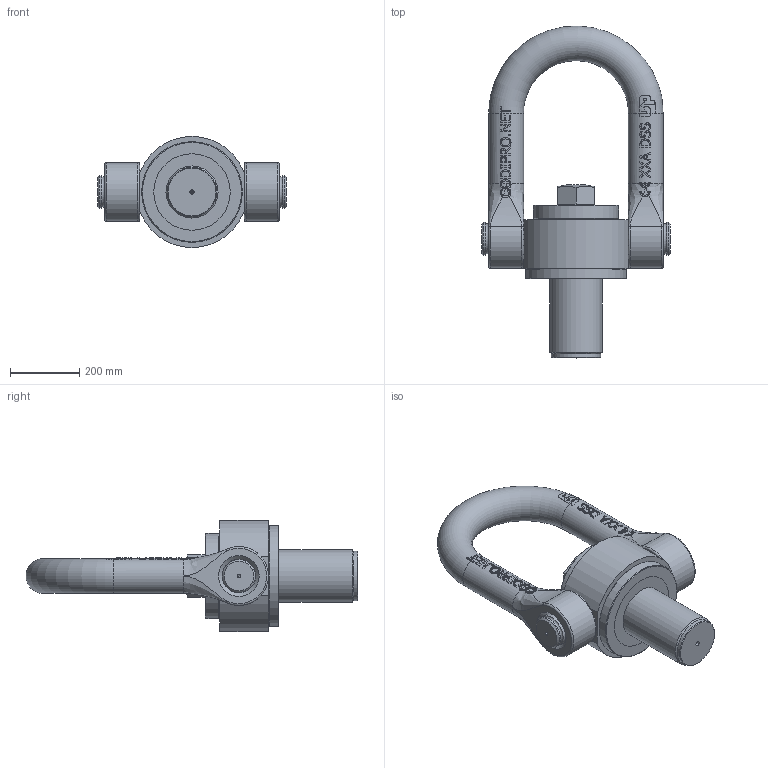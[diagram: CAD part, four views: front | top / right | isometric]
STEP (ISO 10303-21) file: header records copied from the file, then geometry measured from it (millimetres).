
FILE_DESCRIPTION(/* description */ (''),/* implementation_level */ '2;1');
FILE_NAME(/* name */ 'GIGA DSS M150 UP.stp',/* time_stamp */ '2017-09-21T15:31:24+02:00',/* author */ ('rklenes'),/* organization */ (''),/* preprocessor_version */ 'ST-DEVELOPER v16.5',/* originating_system */ 'Autodesk Inventor 2017',/* authorisation */ '');
FILE_SCHEMA (('AUTOMOTIVE_DESIGN { 1 0 10303 214 3 1 1 }'));
Length unit declared in the file: millimetre
Products named in the file (6): GIGA DSS; DSS_N6X180; GIGA_DSM_M150X180; DSM_N6_UP; GIGA_DSA_M150X400; GIGA_DSE_M150
Assembly tree (5 placements, depth 3):
  GIGA DSS
    DSS_N6X180
      GIGA_DSM_M150X180
      DSM_N6_UP
    GIGA_DSA_M150X400
    GIGA_DSE_M150
Bounding box: 544 x 955.95 x 320 mm (x, y, z)
Volume: 33999427.3 mm3; surface area: 1545383.9 mm2
Topology: 4 solids, 4 shells, 722 faces, 1944 edges, 1277 vertices
Faces by surface type: plane 354, bspline 238, cylinder 83, cone 28, torus 18, sphere 1
Full cylindrical faces by diameter (mm): 6.3 x1, 10 x2, 95 x4, 97 x2, 100 x2, 140.19 x1, 141.34 x1, 142 x1, 150 x1, 152 x1, 180 x4, 245 x1, 290 x1
Entity records: 26525 total; most frequent: CARTESIAN_POINT 9983, ORIENTED_EDGE 3754, DIRECTION 2591, EDGE_CURVE 1877, VERTEX_POINT 1266, LINE 1003, VECTOR 1003, EDGE_LOOP 831
